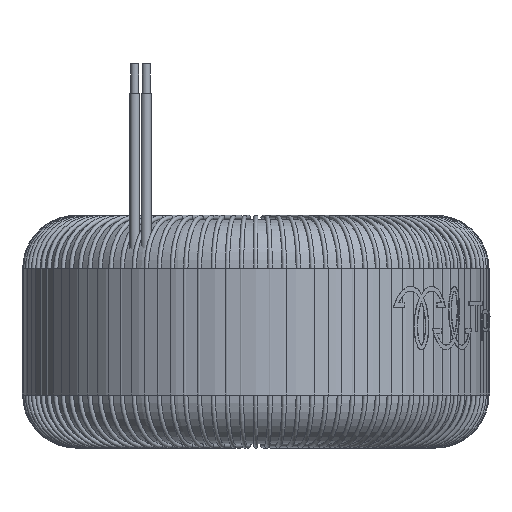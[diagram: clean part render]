
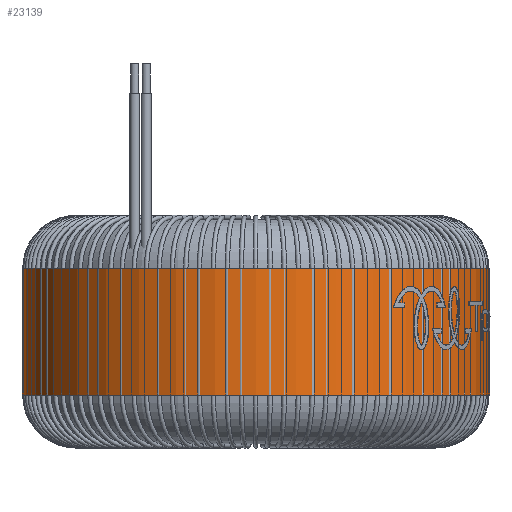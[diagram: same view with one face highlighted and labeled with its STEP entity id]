
A CAD part, left-side view. The second image highlights one B-rep face of the part: STEP entity #23139.
In plain terms, the highlighted cylindrical face has radius 24.01 mm (diameter 48.02 mm), a full revolution.
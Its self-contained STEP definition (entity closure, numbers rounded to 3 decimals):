
#2066=LINE('',#45948,#3002);
#3002=VECTOR('',#34019,24.);
#3452=CYLINDRICAL_SURFACE('',#26551,24.01);
#4691=FACE_OUTER_BOUND('',#5962,.T.);
#5962=EDGE_LOOP('',(#21438,#21439,#21440,#21441));
#8201=CIRCLE('',#26552,24.01);
#8202=CIRCLE('',#26553,24.01);
#10615=VERTEX_POINT('',#45945);
#10616=VERTEX_POINT('',#45947);
#14226=EDGE_CURVE('',#10615,#10615,#8201,.T.);
#14227=EDGE_CURVE('',#10615,#10616,#2066,.T.);
#14228=EDGE_CURVE('',#10616,#10616,#8202,.T.);
#21438=ORIENTED_EDGE('',*,*,#14226,.F.);
#21439=ORIENTED_EDGE('',*,*,#14227,.T.);
#21440=ORIENTED_EDGE('',*,*,#14228,.T.);
#21441=ORIENTED_EDGE('',*,*,#14227,.F.);
#23139=ADVANCED_FACE('',(#4691),#3452,.T.);
#26551=AXIS2_PLACEMENT_3D('',#45944,#34015,#34016);
#26552=AXIS2_PLACEMENT_3D('',#45946,#34017,#34018);
#26553=AXIS2_PLACEMENT_3D('',#45949,#34020,#34021);
#34015=DIRECTION('center_axis',(0.,0.,1.));
#34016=DIRECTION('ref_axis',(1.,0.,0.));
#34017=DIRECTION('center_axis',(0.,0.,1.));
#34018=DIRECTION('ref_axis',(1.,0.,0.));
#34019=DIRECTION('',(0.,0.,-1.));
#34020=DIRECTION('center_axis',(0.,0.,1.));
#34021=DIRECTION('ref_axis',(1.,0.,0.));
#45944=CARTESIAN_POINT('Origin',(0.,0.,5.));
#45945=CARTESIAN_POINT('',(-24.01,0.,18.));
#45946=CARTESIAN_POINT('Origin',(0.,0.,18.));
#45947=CARTESIAN_POINT('',(-24.01,0.,5.));
#45948=CARTESIAN_POINT('',(-24.01,0.,5.));
#45949=CARTESIAN_POINT('Origin',(0.,0.,5.));
